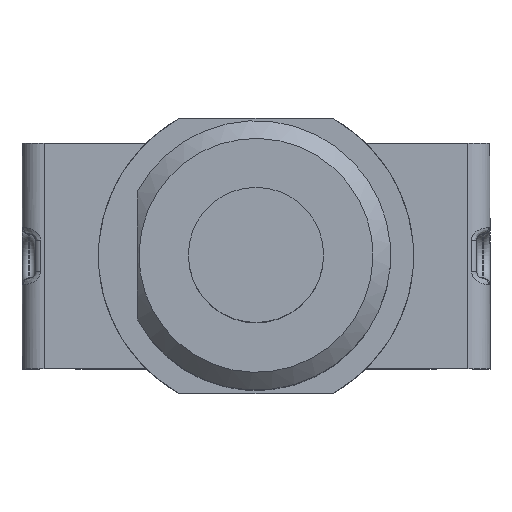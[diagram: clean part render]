
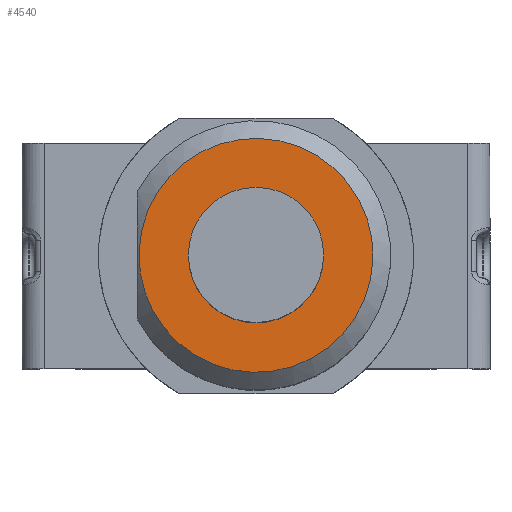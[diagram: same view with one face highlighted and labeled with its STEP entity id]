
A CAD part, top view. The second image highlights one B-rep face of the part: STEP entity #4540.
In plain terms, the highlighted planar face has unit normal (0, 0, 1).
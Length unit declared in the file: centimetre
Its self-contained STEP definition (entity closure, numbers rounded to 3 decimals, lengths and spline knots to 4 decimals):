
#99=FACE_BOUND('',#699,.T.);
#201=PLANE('',#4936);
#425=FACE_OUTER_BOUND('',#698,.T.);
#698=EDGE_LOOP('',(#3555));
#699=EDGE_LOOP('',(#3556));
#1710=CIRCLE('',#4708,0.1525);
#1839=CIRCLE('',#4932,0.264);
#1887=VERTEX_POINT('',#6437);
#2068=VERTEX_POINT('',#7705);
#2309=EDGE_CURVE('',#1887,#1887,#1710,.T.);
#2599=EDGE_CURVE('',#2068,#2068,#1839,.T.);
#3555=ORIENTED_EDGE('',*,*,#2599,.F.);
#3556=ORIENTED_EDGE('',*,*,#2309,.T.);
#4540=ADVANCED_FACE('',(#425,#99),#201,.T.);
#4708=AXIS2_PLACEMENT_3D('',#6438,#5144,#5145);
#4932=AXIS2_PLACEMENT_3D('',#7707,#5724,#5725);
#4936=AXIS2_PLACEMENT_3D('',#7715,#5734,#5735);
#5144=DIRECTION('center_axis',(0.,0.,
-1.));
#5145=DIRECTION('ref_axis',(1.,0.,0.));
#5724=DIRECTION('center_axis',(0.,0.,
-1.));
#5725=DIRECTION('ref_axis',(0.882,0.472,0.));
#5734=DIRECTION('center_axis',(0.,0.,
1.));
#5735=DIRECTION('ref_axis',(-1.,0.,0.));
#6437=CARTESIAN_POINT('',(-0.1525,0.,1.611));
#6438=CARTESIAN_POINT('Origin',(0.,0.,
1.611));
#7705=CARTESIAN_POINT('',(-0.2327,-0.1246,1.611));
#7707=CARTESIAN_POINT('Origin',(0.,0.,
1.611));
#7715=CARTESIAN_POINT('Origin',(-0.0204,0.,
1.611));
